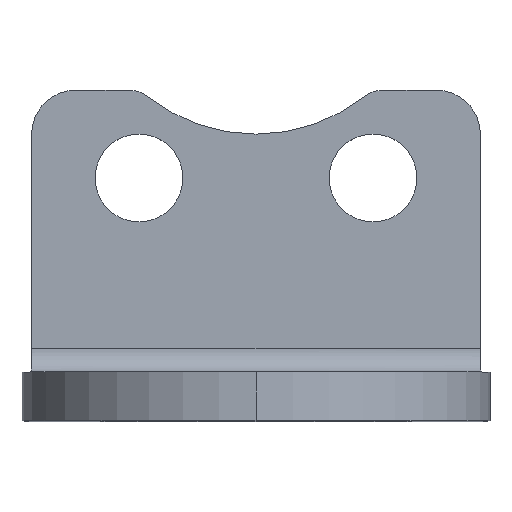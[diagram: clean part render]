
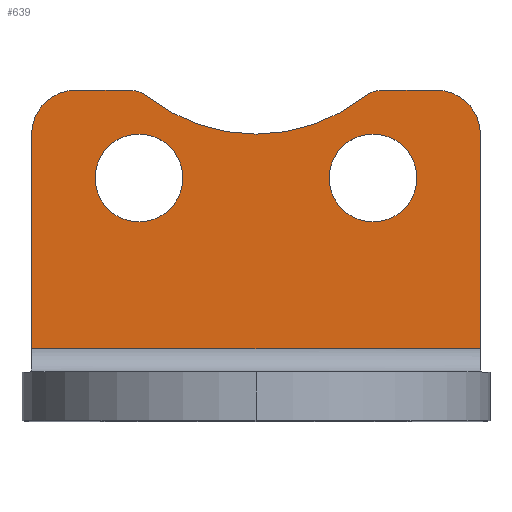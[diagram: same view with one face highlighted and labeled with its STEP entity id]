
A CAD part, top view. The second image highlights one B-rep face of the part: STEP entity #639.
In plain terms, the highlighted planar face has unit normal (0, 0, 1).
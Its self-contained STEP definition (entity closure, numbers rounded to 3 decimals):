
#5 = DIRECTION ( 'NONE',  ( 0., -1., 0. ) ) ;
#17 = VECTOR ( 'NONE', #61, 1000. ) ;
#24 = VERTEX_POINT ( 'NONE', #120 ) ;
#46 = VERTEX_POINT ( 'NONE', #265 ) ;
#55 = AXIS2_PLACEMENT_3D ( 'NONE', #322, #650, #257 ) ;
#58 = LINE ( 'NONE', #407, #870 ) ;
#60 = DIRECTION ( 'NONE',  ( 0., 0., 1. ) ) ;
#61 = DIRECTION ( 'NONE',  ( 1., 0., 0. ) ) ;
#69 = DIRECTION ( 'NONE',  ( 0., 0., 1. ) ) ;
#74 = DIRECTION ( 'NONE',  ( 0., 0., -1. ) ) ;
#75 = DIRECTION ( 'NONE',  ( 1., 0., 0. ) ) ;
#80 = CARTESIAN_POINT ( 'NONE',  ( -9.25, 14.75, 2.5 ) ) ;
#83 = AXIS2_PLACEMENT_3D ( 'NONE', #448, #398, #388 ) ;
#102 = VERTEX_POINT ( 'NONE', #550 ) ;
#110 = ORIENTED_EDGE ( 'NONE', *, *, #330, .T. ) ;
#120 = CARTESIAN_POINT ( 'NONE',  ( 8.25, 12.5, 2.5 ) ) ;
#127 = DIRECTION ( 'NONE',  ( 1., 0., 0. ) ) ;
#130 = FACE_BOUND ( 'NONE', #665, .T. ) ;
#131 = AXIS2_PLACEMENT_3D ( 'NONE', #326, #863, #511 ) ;
#144 = CARTESIAN_POINT ( 'NONE',  ( -23., 17., 2.5 ) ) ;
#148 = AXIS2_PLACEMENT_3D ( 'NONE', #80, #288, #162 ) ;
#158 = VECTOR ( 'NONE', #277, 1000. ) ;
#161 = CARTESIAN_POINT ( 'NONE',  ( -6., 12.5, 2.5 ) ) ;
#162 = DIRECTION ( 'NONE',  ( 1., 0., 0. ) ) ;
#169 = AXIS2_PLACEMENT_3D ( 'NONE', #318, #514, #720 ) ;
#174 = EDGE_LOOP ( 'NONE', ( #258, #393 ) ) ;
#183 = AXIS2_PLACEMENT_3D ( 'NONE', #660, #60, #259 ) ;
#201 = AXIS2_PLACEMENT_3D ( 'NONE', #722, #792, #867 ) ;
#205 = CARTESIAN_POINT ( 'NONE',  ( -11.5, 3.75, 2.5 ) ) ;
#212 = DIRECTION ( 'NONE',  ( 1., 0., 0. ) ) ;
#223 = ORIENTED_EDGE ( 'NONE', *, *, #383, .T. ) ;
#230 = CARTESIAN_POINT ( 'NONE',  ( 11.5, 3.75, 2.5 ) ) ;
#246 = VERTEX_POINT ( 'NONE', #305 ) ;
#257 = DIRECTION ( 'NONE',  ( 1., 0., 0. ) ) ;
#258 = ORIENTED_EDGE ( 'NONE', *, *, #568, .F. ) ;
#259 = DIRECTION ( 'NONE',  ( 1., 0., 0. ) ) ;
#265 = CARTESIAN_POINT ( 'NONE',  ( -3.75, 12.5, 2.5 ) ) ;
#271 = FACE_BOUND ( 'NONE', #174, .T. ) ;
#273 = DIRECTION ( 'NONE',  ( 0., 1., 0. ) ) ;
#277 = DIRECTION ( 'NONE',  ( 0., -1., 0. ) ) ;
#286 = CIRCLE ( 'NONE', #183, 2.25 ) ;
#288 = DIRECTION ( 'NONE',  ( 0., 0., 1. ) ) ;
#293 = CIRCLE ( 'NONE', #55, 1.5 ) ;
#297 = ORIENTED_EDGE ( 'NONE', *, *, #810, .T. ) ;
#299 = ORIENTED_EDGE ( 'NONE', *, *, #617, .T. ) ;
#301 = ORIENTED_EDGE ( 'NONE', *, *, #737, .F. ) ;
#305 = CARTESIAN_POINT ( 'NONE',  ( 9.25, 17., 2.5 ) ) ;
#318 = CARTESIAN_POINT ( 'NONE',  ( 0., 23.75, 2.5 ) ) ;
#321 = VERTEX_POINT ( 'NONE', #656 ) ;
#322 = CARTESIAN_POINT ( 'NONE',  ( -6.495, 15.5, 2.5 ) ) ;
#326 = CARTESIAN_POINT ( 'NONE',  ( -6., 12.5, 2.5 ) ) ;
#330 = EDGE_CURVE ( 'NONE', #566, #606, #58, .T. ) ;
#383 = EDGE_CURVE ( 'NONE', #749, #566, #789, .T. ) ;
#388 = DIRECTION ( 'NONE',  ( 1., 0., 0. ) ) ;
#391 = CARTESIAN_POINT ( 'NONE',  ( -23., 3.75, 2.5 ) ) ;
#393 = ORIENTED_EDGE ( 'NONE', *, *, #713, .F. ) ;
#398 = DIRECTION ( 'NONE',  ( 0., 0., 1. ) ) ;
#402 = VERTEX_POINT ( 'NONE', #602 ) ;
#403 = EDGE_CURVE ( 'NONE', #818, #24, #534, .T. ) ;
#405 = FACE_OUTER_BOUND ( 'NONE', #431, .T. ) ;
#407 = CARTESIAN_POINT ( 'NONE',  ( 11.5, 0., 2.5 ) ) ;
#422 = EDGE_CURVE ( 'NONE', #707, #751, #769, .T. ) ;
#431 = EDGE_LOOP ( 'NONE', ( #457, #299, #651, #297, #670, #223, #110, #480, #759, #629 ) ) ;
#441 = EDGE_CURVE ( 'NONE', #599, #751, #744, .T. ) ;
#448 = CARTESIAN_POINT ( 'NONE',  ( 6.495, 15.5, 2.5 ) ) ;
#457 = ORIENTED_EDGE ( 'NONE', *, *, #441, .F. ) ;
#459 = CARTESIAN_POINT ( 'NONE',  ( -23., 17., 2.5 ) ) ;
#463 = EDGE_CURVE ( 'NONE', #707, #246, #787, .T. ) ;
#480 = ORIENTED_EDGE ( 'NONE', *, *, #509, .T. ) ;
#486 = CARTESIAN_POINT ( 'NONE',  ( -5.567, 16.679, 2.5 ) ) ;
#487 = VERTEX_POINT ( 'NONE', #862 ) ;
#494 = AXIS2_PLACEMENT_3D ( 'NONE', #391, #74, #5 ) ;
#509 = EDGE_CURVE ( 'NONE', #606, #246, #286, .T. ) ;
#511 = DIRECTION ( 'NONE',  ( 1., 0., 0. ) ) ;
#514 = DIRECTION ( 'NONE',  ( 0., 0., 1. ) ) ;
#515 = LINE ( 'NONE', #144, #17 ) ;
#516 = CARTESIAN_POINT ( 'NONE',  ( -23., 3.75, 2.5 ) ) ;
#519 = CIRCLE ( 'NONE', #131, 2.25 ) ;
#534 = CIRCLE ( 'NONE', #609, 2.25 ) ;
#550 = CARTESIAN_POINT ( 'NONE',  ( -11.5, 14.75, 2.5 ) ) ;
#566 = VERTEX_POINT ( 'NONE', #230 ) ;
#568 = EDGE_CURVE ( 'NONE', #321, #46, #828, .T. ) ;
#578 = AXIS2_PLACEMENT_3D ( 'NONE', #161, #676, #604 ) ;
#583 = ORIENTED_EDGE ( 'NONE', *, *, #403, .F. ) ;
#594 = VECTOR ( 'NONE', #127, 1000. ) ;
#597 = CARTESIAN_POINT ( 'NONE',  ( -11.5, 14.75, 2.5 ) ) ;
#599 = VERTEX_POINT ( 'NONE', #486 ) ;
#602 = CARTESIAN_POINT ( 'NONE',  ( -6.495, 17., 2.5 ) ) ;
#604 = DIRECTION ( 'NONE',  ( 1., 0., 0. ) ) ;
#606 = VERTEX_POINT ( 'NONE', #761 ) ;
#609 = AXIS2_PLACEMENT_3D ( 'NONE', #808, #69, #212 ) ;
#617 = EDGE_CURVE ( 'NONE', #599, #402, #293, .T. ) ;
#629 = ORIENTED_EDGE ( 'NONE', *, *, #422, .T. ) ;
#630 = EDGE_CURVE ( 'NONE', #487, #402, #515, .T. ) ;
#639 = ADVANCED_FACE ( 'NONE', ( #271, #130, #405 ), #788, .F. ) ;
#650 = DIRECTION ( 'NONE',  ( 0., 0., 1. ) ) ;
#651 = ORIENTED_EDGE ( 'NONE', *, *, #630, .F. ) ;
#656 = CARTESIAN_POINT ( 'NONE',  ( -8.25, 12.5, 2.5 ) ) ;
#660 = CARTESIAN_POINT ( 'NONE',  ( 9.25, 14.75, 2.5 ) ) ;
#665 = EDGE_LOOP ( 'NONE', ( #583, #301 ) ) ;
#668 = LINE ( 'NONE', #597, #158 ) ;
#670 = ORIENTED_EDGE ( 'NONE', *, *, #752, .T. ) ;
#676 = DIRECTION ( 'NONE',  ( 0., 0., 1. ) ) ;
#685 = CIRCLE ( 'NONE', #148, 2.25 ) ;
#707 = VERTEX_POINT ( 'NONE', #858 ) ;
#713 = EDGE_CURVE ( 'NONE', #46, #321, #519, .T. ) ;
#720 = DIRECTION ( 'NONE',  ( 1., 0., 0. ) ) ;
#722 = CARTESIAN_POINT ( 'NONE',  ( 6., 12.5, 2.5 ) ) ;
#733 = CARTESIAN_POINT ( 'NONE',  ( 5.567, 16.679, 2.5 ) ) ;
#737 = EDGE_CURVE ( 'NONE', #24, #818, #781, .T. ) ;
#744 = CIRCLE ( 'NONE', #169, 9. ) ;
#749 = VERTEX_POINT ( 'NONE', #205 ) ;
#751 = VERTEX_POINT ( 'NONE', #733 ) ;
#752 = EDGE_CURVE ( 'NONE', #102, #749, #668, .T. ) ;
#753 = VECTOR ( 'NONE', #75, 1000. ) ;
#759 = ORIENTED_EDGE ( 'NONE', *, *, #463, .F. ) ;
#761 = CARTESIAN_POINT ( 'NONE',  ( 11.5, 14.75, 2.5 ) ) ;
#769 = CIRCLE ( 'NONE', #83, 1.5 ) ;
#781 = CIRCLE ( 'NONE', #201, 2.25 ) ;
#787 = LINE ( 'NONE', #459, #594 ) ;
#788 = PLANE ( 'NONE',  #494 ) ;
#789 = LINE ( 'NONE', #516, #753 ) ;
#792 = DIRECTION ( 'NONE',  ( 0., 0., 1. ) ) ;
#808 = CARTESIAN_POINT ( 'NONE',  ( 6., 12.5, 2.5 ) ) ;
#810 = EDGE_CURVE ( 'NONE', #487, #102, #685, .T. ) ;
#818 = VERTEX_POINT ( 'NONE', #829 ) ;
#828 = CIRCLE ( 'NONE', #578, 2.25 ) ;
#829 = CARTESIAN_POINT ( 'NONE',  ( 3.75, 12.5, 2.5 ) ) ;
#858 = CARTESIAN_POINT ( 'NONE',  ( 6.495, 17., 2.5 ) ) ;
#862 = CARTESIAN_POINT ( 'NONE',  ( -9.25, 17., 2.5 ) ) ;
#863 = DIRECTION ( 'NONE',  ( 0., 0., 1. ) ) ;
#867 = DIRECTION ( 'NONE',  ( 1., 0., 0. ) ) ;
#870 = VECTOR ( 'NONE', #273, 1000. ) ;
